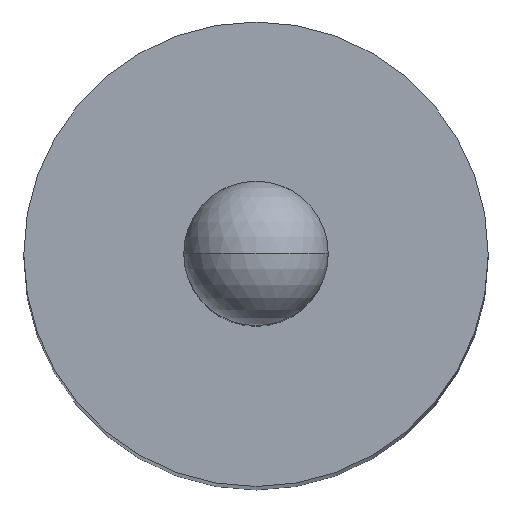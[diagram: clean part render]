
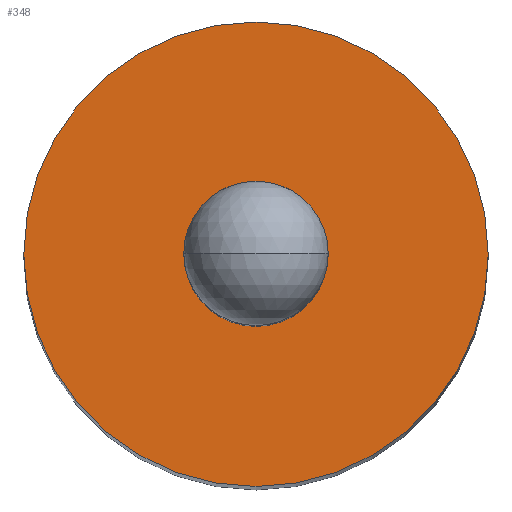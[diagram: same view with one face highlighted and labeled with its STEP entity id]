
A CAD part, top view. The second image highlights one B-rep face of the part: STEP entity #348.
In plain terms, the highlighted planar face has unit normal (0, 0, 1).
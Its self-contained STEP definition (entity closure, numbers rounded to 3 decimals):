
#2 = CIRCLE ( 'NONE', #459, 0.37 ) ;
#18 = AXIS2_PLACEMENT_3D ( 'NONE', #425, #466, #211 ) ;
#23 = CARTESIAN_POINT ( 'NONE',  ( -0.37, 0., -0.88 ) ) ;
#40 = EDGE_CURVE ( 'NONE', #206, #58, #2, .T. ) ;
#43 = ORIENTED_EDGE ( 'NONE', *, *, #195, .T. ) ;
#53 = AXIS2_PLACEMENT_3D ( 'NONE', #220, #407, #255 ) ;
#54 = VERTEX_POINT ( 'NONE', #435 ) ;
#55 = DIRECTION ( 'NONE',  ( 0., 0., -1. ) ) ;
#58 = VERTEX_POINT ( 'NONE', #23 ) ;
#61 = CIRCLE ( 'NONE', #18, 0.115 ) ;
#63 = DIRECTION ( 'NONE',  ( -1., 0., 0. ) ) ;
#98 = CARTESIAN_POINT ( 'NONE',  ( 0., 0., -0.88 ) ) ;
#102 = EDGE_CURVE ( 'NONE', #58, #206, #472, .T. ) ;
#103 = DIRECTION ( 'NONE',  ( 0., 0., -1. ) ) ;
#112 = AXIS2_PLACEMENT_3D ( 'NONE', #98, #103, #63 ) ;
#116 = ORIENTED_EDGE ( 'NONE', *, *, #102, .F. ) ;
#122 = DIRECTION ( 'NONE',  ( -1., 0., 0. ) ) ;
#133 = ORIENTED_EDGE ( 'NONE', *, *, #40, .F. ) ;
#157 = VERTEX_POINT ( 'NONE', #289 ) ;
#175 = DIRECTION ( 'NONE',  ( 0., 0., -1. ) ) ;
#183 = AXIS2_PLACEMENT_3D ( 'NONE', #260, #55, #122 ) ;
#191 = CARTESIAN_POINT ( 'NONE',  ( 0.37, 0., -0.88 ) ) ;
#195 = EDGE_CURVE ( 'NONE', #157, #54, #296, .T. ) ;
#205 = FACE_OUTER_BOUND ( 'NONE', #230, .T. ) ;
#206 = VERTEX_POINT ( 'NONE', #191 ) ;
#211 = DIRECTION ( 'NONE',  ( -1., 0., 0. ) ) ;
#219 = DIRECTION ( 'NONE',  ( -1., 0., 0. ) ) ;
#220 = CARTESIAN_POINT ( 'NONE',  ( 0., 0., -0.88 ) ) ;
#228 = PLANE ( 'NONE',  #183 ) ;
#230 = EDGE_LOOP ( 'NONE', ( #116, #133 ) ) ;
#236 = ORIENTED_EDGE ( 'NONE', *, *, #401, .T. ) ;
#255 = DIRECTION ( 'NONE',  ( -1., 0., 0. ) ) ;
#260 = CARTESIAN_POINT ( 'NONE',  ( 0., 0., -0.88 ) ) ;
#278 = CARTESIAN_POINT ( 'NONE',  ( 0., 0., -0.88 ) ) ;
#289 = CARTESIAN_POINT ( 'NONE',  ( 0.115, 0., -0.88 ) ) ;
#296 = CIRCLE ( 'NONE', #53, 0.115 ) ;
#305 = EDGE_LOOP ( 'NONE', ( #236, #43 ) ) ;
#348 = ADVANCED_FACE ( 'NONE', ( #461, #205 ), #228, .F. ) ;
#401 = EDGE_CURVE ( 'NONE', #54, #157, #61, .T. ) ;
#407 = DIRECTION ( 'NONE',  ( 0., 0., -1. ) ) ;
#425 = CARTESIAN_POINT ( 'NONE',  ( 0., 0., -0.88 ) ) ;
#435 = CARTESIAN_POINT ( 'NONE',  ( -0.115, 0., -0.88 ) ) ;
#459 = AXIS2_PLACEMENT_3D ( 'NONE', #278, #175, #219 ) ;
#461 = FACE_BOUND ( 'NONE', #305, .T. ) ;
#466 = DIRECTION ( 'NONE',  ( 0., 0., -1. ) ) ;
#472 = CIRCLE ( 'NONE', #112, 0.37 ) ;
